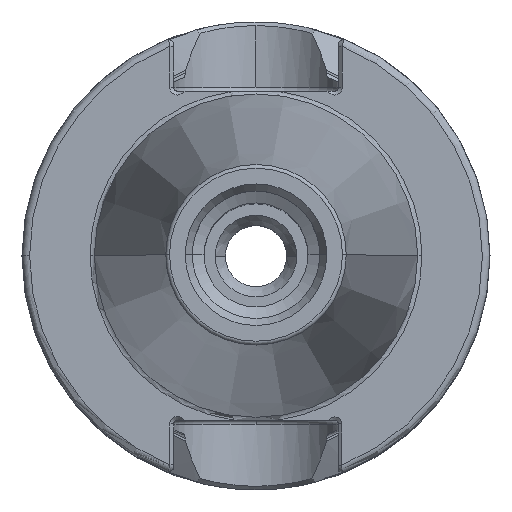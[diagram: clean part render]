
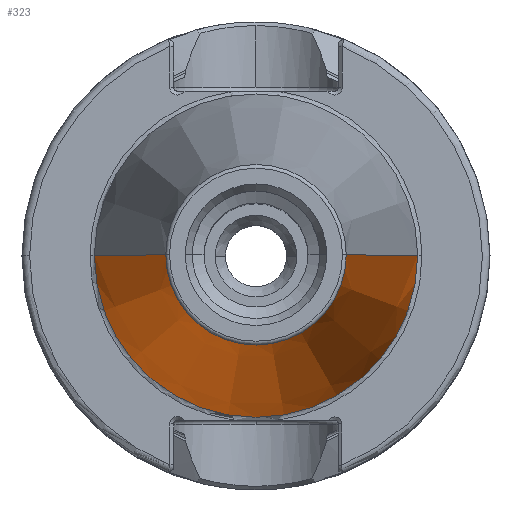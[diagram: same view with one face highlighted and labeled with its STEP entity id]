
A CAD part, top view. The second image highlights one B-rep face of the part: STEP entity #323.
In plain terms, the highlighted conical face has half-angle 8.298 degrees and reference radius 8.816 mm.
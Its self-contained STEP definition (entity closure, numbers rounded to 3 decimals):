
#132 = FACE_OUTER_BOUND ( 'NONE', #221, .T. ) ;
#221 = EDGE_LOOP ( 'NONE', ( #3375, #13249, #15717, #16699 ) ) ;
#323 = ADVANCED_FACE ( 'NONE', ( #132 ), #14376, .T. ) ;
#511 = DIRECTION ( 'NONE',  ( 0., 0., -1. ) ) ;
#1255 = VECTOR ( 'NONE', #17387, 1000. ) ;
#1687 = DIRECTION ( 'NONE',  ( 0., 0., -1. ) ) ;
#1901 = CARTESIAN_POINT ( 'NONE',  ( -8.863, 0., 48.079 ) ) ;
#3326 = CIRCLE ( 'NONE', #11521, 8.863 ) ;
#3375 = ORIENTED_EDGE ( 'NONE', *, *, #12434, .F. ) ;
#3924 = VERTEX_POINT ( 'NONE', #13400 ) ;
#3987 = CARTESIAN_POINT ( 'NONE',  ( 15.875, 0., 0. ) ) ;
#4632 = EDGE_CURVE ( 'NONE', #3924, #18879, #3326, .T. ) ;
#5460 = AXIS2_PLACEMENT_3D ( 'NONE', #9911, #511, #11478 ) ;
#5676 = VECTOR ( 'NONE', #15996, 1000. ) ;
#7019 = EDGE_CURVE ( 'NONE', #18879, #13986, #17742, .T. ) ;
#9611 = LINE ( 'NONE', #17268, #1255 ) ;
#9799 = CARTESIAN_POINT ( 'NONE',  ( -8.816, 0., 48.4 ) ) ;
#9911 = CARTESIAN_POINT ( 'NONE',  ( 0., 0., 0. ) ) ;
#10287 = CARTESIAN_POINT ( 'NONE',  ( 0., 0., 48.4 ) ) ;
#11095 = CARTESIAN_POINT ( 'NONE',  ( 0., 0., 48.079 ) ) ;
#11478 = DIRECTION ( 'NONE',  ( -1., 0., 0. ) ) ;
#11521 = AXIS2_PLACEMENT_3D ( 'NONE', #11095, #1687, #12674 ) ;
#12434 = EDGE_CURVE ( 'NONE', #3924, #15308, #9611, .T. ) ;
#12674 = DIRECTION ( 'NONE',  ( 1., 0., 0. ) ) ;
#12926 = DIRECTION ( 'NONE',  ( -1., 0., 0. ) ) ;
#13249 = ORIENTED_EDGE ( 'NONE', *, *, #4632, .T. ) ;
#13400 = CARTESIAN_POINT ( 'NONE',  ( 8.863, 0., 48.079 ) ) ;
#13411 = AXIS2_PLACEMENT_3D ( 'NONE', #10287, #14510, #12926 ) ;
#13643 = CARTESIAN_POINT ( 'NONE',  ( -15.875, 0., 0. ) ) ;
#13986 = VERTEX_POINT ( 'NONE', #13643 ) ;
#14347 = CIRCLE ( 'NONE', #5460, 15.875 ) ;
#14376 = CONICAL_SURFACE ( 'NONE', #13411, 8.816, 0.145 ) ;
#14510 = DIRECTION ( 'NONE',  ( 0., 0., -1. ) ) ;
#15308 = VERTEX_POINT ( 'NONE', #3987 ) ;
#15717 = ORIENTED_EDGE ( 'NONE', *, *, #7019, .T. ) ;
#15996 = DIRECTION ( 'NONE',  ( -0.144, 0., -0.99 ) ) ;
#16699 = ORIENTED_EDGE ( 'NONE', *, *, #16950, .F. ) ;
#16950 = EDGE_CURVE ( 'NONE', #15308, #13986, #14347, .T. ) ;
#17268 = CARTESIAN_POINT ( 'NONE',  ( 8.816, 0., 48.4 ) ) ;
#17387 = DIRECTION ( 'NONE',  ( 0.144, 0., -0.99 ) ) ;
#17742 = LINE ( 'NONE', #9799, #5676 ) ;
#18879 = VERTEX_POINT ( 'NONE', #1901 ) ;
